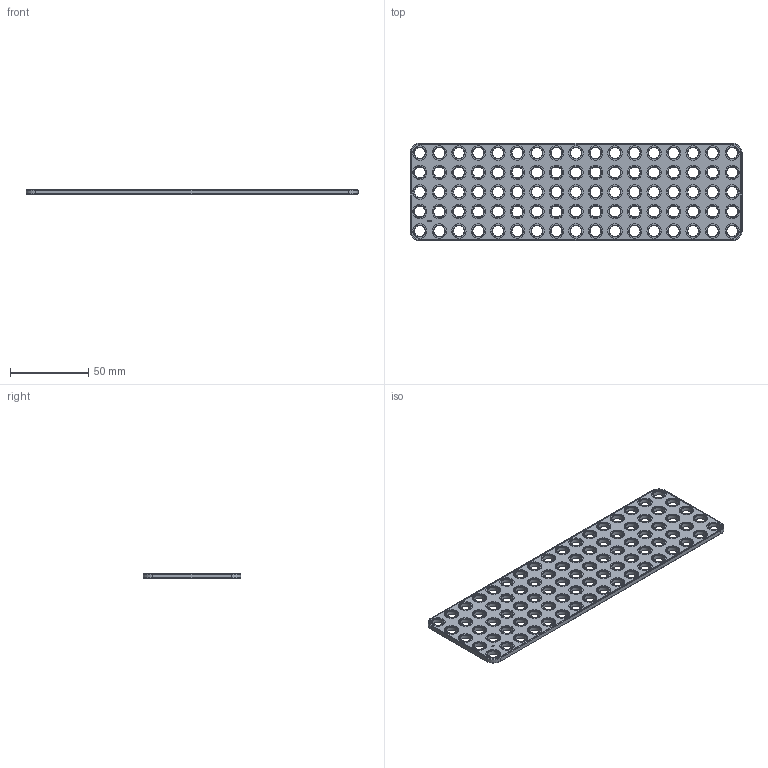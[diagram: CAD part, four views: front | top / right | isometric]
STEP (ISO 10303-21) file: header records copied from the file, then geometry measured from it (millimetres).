
FILE_DESCRIPTION(('FreeCAD Model'),'2;1');
FILE_NAME('Open CASCADE Shape Model','2024-10-08T23:36:20',(''),(''), 'Open CASCADE STEP processor 7.7','FreeCAD','Unknown');
FILE_SCHEMA(('AUTOMOTIVE_DESIGN { 1 0 10303 214 1 1 1 1 }'));
Length unit declared in the file: millimetre
Products named in the file (1): Plate RCT CRNR BU17x05x00.25 - SPN-PLT-0193 (stemfie.org)
Bounding box: 212.5 x 62.5 x 3.12 mm (x, y, z)
Volume: 29521.6 mm3; surface area: 27252 mm2
Topology: 1 solids, 1 shells, 931 faces, 2250 edges, 1438 vertices
Faces by surface type: plane 413, cylinder 178, cone 178, extrusion 162
Full cylindrical faces by diameter (mm): 7 x85, 9.2 x85
Entity records: 27878 total; most frequent: CARTESIAN_POINT 5934, ORIENTED_EDGE 4500, DIRECTION 4162, EDGE_CURVE 2250, VECTOR 1554, VERTEX_POINT 1438, LINE 1392, AXIS2_PLACEMENT_3D 1304
